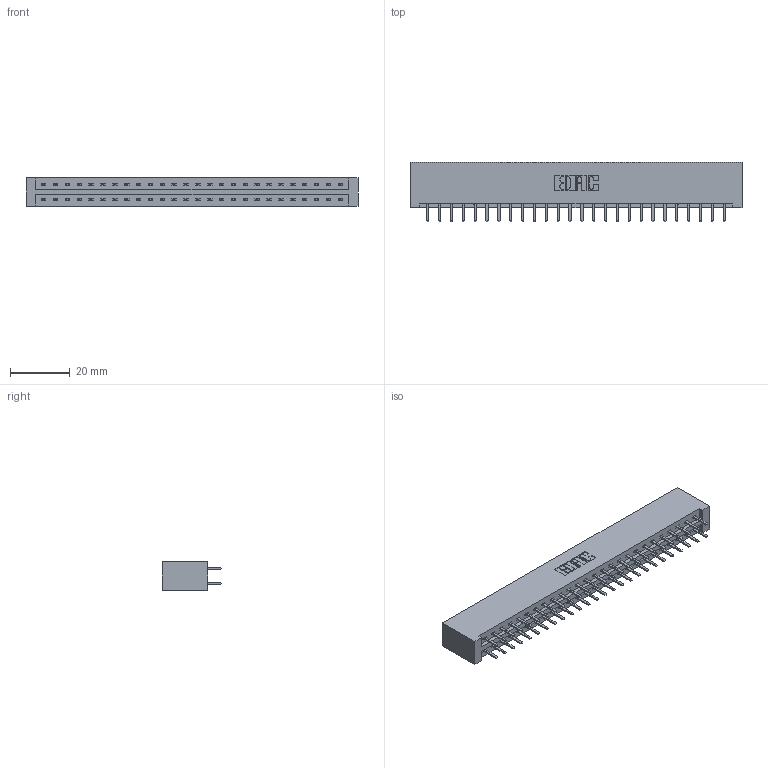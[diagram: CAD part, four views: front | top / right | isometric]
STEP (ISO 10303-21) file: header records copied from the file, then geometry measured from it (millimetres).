
FILE_DESCRIPTION (( 'STEP AP203' ), '1' );
FILE_NAME ('387-052-520-201.STEP', '2018-09-20T09:35:24', ( '' ), ( '' ), 'SwSTEP 2.0', 'SolidWorks 2016', '' );
FILE_SCHEMA (( 'CONFIG_CONTROL_DESIGN' ));
Length unit declared in the file: inch
Products named in the file (3): 387-052-520-201; 337 Part_No Mounting Lugs; 345-292-001_345-293-120
Assembly tree (53 placements, depth 2):
  387-052-520-201
    337 Part_No Mounting Lugs
    345-292-001_345-293-120  x52
Bounding box: 110.9 x 20.02 x 9.4 mm (x, y, z)
Volume: 12212 mm3; surface area: 13641.2 mm2
Topology: 53 solids, 53 shells, 3122 faces, 9075 edges, 5910 vertices
Faces by surface type: plane 2146, cylinder 976
Entity records: 22065 total; most frequent: CARTESIAN_POINT 3742, ORIENTED_EDGE 3666, DIRECTION 3193, EDGE_CURVE 1833, VECTOR 1709, LINE 1709, VERTEX_POINT 1218, AXIS2_PLACEMENT_3D 742
